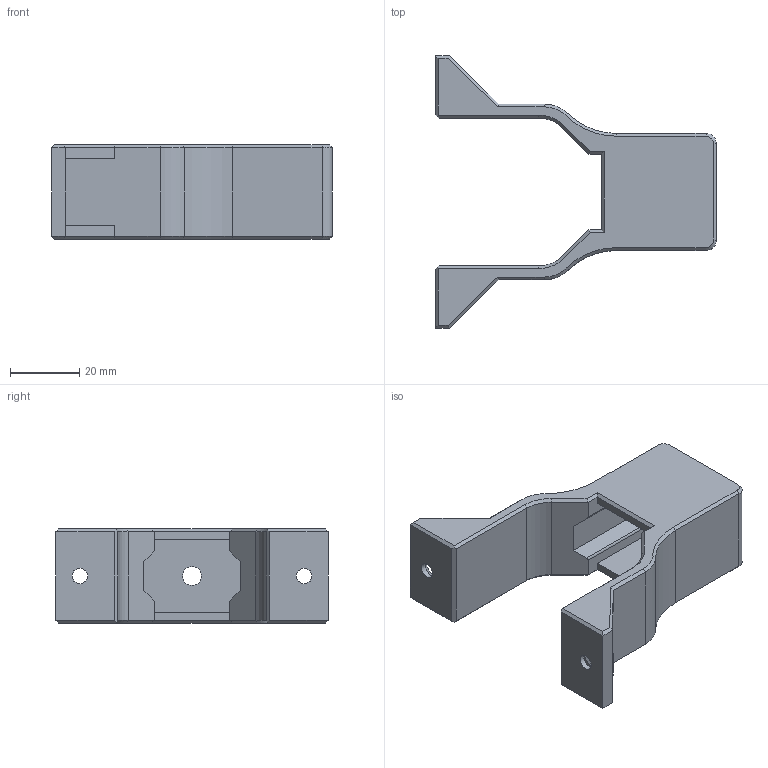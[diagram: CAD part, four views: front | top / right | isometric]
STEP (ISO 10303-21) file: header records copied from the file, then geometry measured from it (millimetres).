
FILE_DESCRIPTION(/* description */ (''),/* implementation_level */ '2;1');
FILE_NAME(/* name */ '20x20 Tensioner mount.step',/* time_stamp */ '2020-12-27T20:17:46+01:00',/* author */ (''),/* organization */ (''),/* preprocessor_version */ 'ST-DEVELOPER v18.1',/* originating_system */ 'Autodesk Translation Framework v9.7.1.1290',/* authorisation */ '');
FILE_SCHEMA (('AUTOMOTIVE_DESIGN { 1 0 10303 214 3 1 1 }'));
Length unit declared in the file: millimetre
Products named in the file (1): Zatezac
Bounding box: 81.2 x 78.8 x 27.2 mm (x, y, z)
Volume: 31321.8 mm3; surface area: 16845.9 mm2
Topology: 1 solids, 1 shells, 112 faces, 275 edges, 165 vertices
Faces by surface type: plane 78, cone 19, cylinder 15
Full cylindrical faces by diameter (mm): 4.5 x2, 5.5 x1
Entity records: 3242 total; most frequent: CARTESIAN_POINT 553, ORIENTED_EDGE 550, DIRECTION 550, EDGE_CURVE 275, LINE 226, VECTOR 226, VERTEX_POINT 165, AXIS2_PLACEMENT_3D 162
